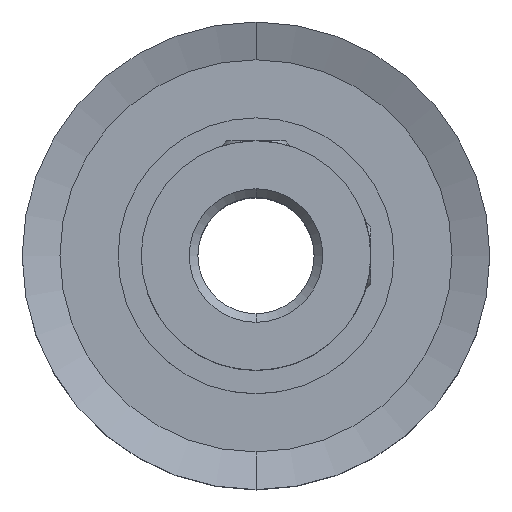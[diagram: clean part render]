
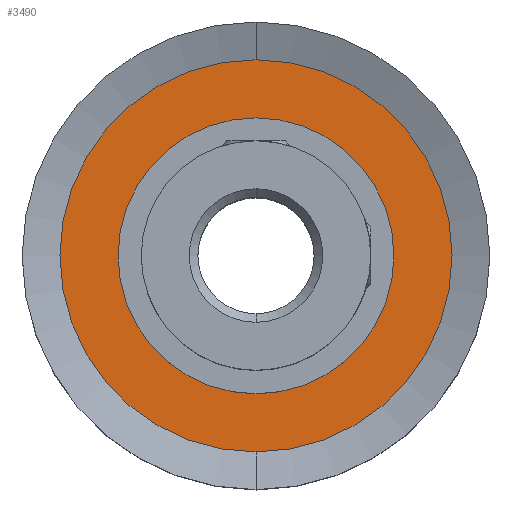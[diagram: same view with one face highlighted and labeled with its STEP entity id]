
A CAD part, top view. The second image highlights one B-rep face of the part: STEP entity #3490.
In plain terms, the highlighted planar face has unit normal (0, 0, 1).
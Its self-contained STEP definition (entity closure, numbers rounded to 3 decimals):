
#477=CARTESIAN_POINT('',(0.,0.,-0.44));
#478=DIRECTION('',(0.,0.,-1.));
#479=DIRECTION('',(1.,0.,0.));
#480=AXIS2_PLACEMENT_3D('',#477,#478,#479);
#486=CARTESIAN_POINT('',(0.,0.,-0.44));
#487=DIRECTION('',(0.,0.,1.));
#488=DIRECTION('',(0.,1.,0.));
#489=AXIS2_PLACEMENT_3D('',#486,#487,#488);
#491=CARTESIAN_POINT('',(0.,0.,-0.44));
#492=DIRECTION('',(0.,0.,-1.));
#493=DIRECTION('',(0.,1.,0.));
#494=AXIS2_PLACEMENT_3D('',#491,#492,#493);
#2325=CARTESIAN_POINT('',(0.,0.,-0.44));
#2326=DIRECTION('',(0.,0.,-1.));
#2327=DIRECTION('',(-1.,0.,0.));
#2328=AXIS2_PLACEMENT_3D('',#2325,#2326,#2327);
#2771=CARTESIAN_POINT('',(0.,6.75,-0.44));
#2772=VERTEX_POINT('',#2771);
#2777=CARTESIAN_POINT('',(0.,-6.75,-0.44));
#2778=VERTEX_POINT('',#2777);
#2819=CARTESIAN_POINT('',(4.75,0.,-0.44));
#2820=CARTESIAN_POINT('',(-4.75,0.,-0.44));
#2821=VERTEX_POINT('',#2819);
#2822=VERTEX_POINT('',#2820);
#3474=CARTESIAN_POINT('',(0.,0.,-0.44));
#3475=DIRECTION('',(0.,0.,-1.));
#3476=DIRECTION('',(0.,-1.,0.));
#3477=AXIS2_PLACEMENT_3D('',#3474,#3475,#3476);
#3478=PLANE('',#3477);
#3480=ORIENTED_EDGE('',*,*,#3479,.F.);
#3482=ORIENTED_EDGE('',*,*,#3481,.T.);
#3483=EDGE_LOOP('',(#3480,#3482));
#3484=FACE_OUTER_BOUND('',#3483,.F.);
#3485=ORIENTED_EDGE('',*,*,#3464,.F.);
#3487=ORIENTED_EDGE('',*,*,#3486,.F.);
#3488=EDGE_LOOP('',(#3485,#3487));
#3489=FACE_BOUND('',#3488,.F.);
#3490=ADVANCED_FACE('',(#3484,#3489),#3478,.F.);
#481=CIRCLE('',#480,4.75);
#490=CIRCLE('',#489,6.75);
#495=CIRCLE('',#494,6.75);
#2329=CIRCLE('',#2328,4.75);
#3464=EDGE_CURVE('',#2821,#2822,#481,.T.);
#3479=EDGE_CURVE('',#2772,#2778,#490,.T.);
#3481=EDGE_CURVE('',#2772,#2778,#495,.T.);
#3486=EDGE_CURVE('',#2822,#2821,#2329,.T.);
